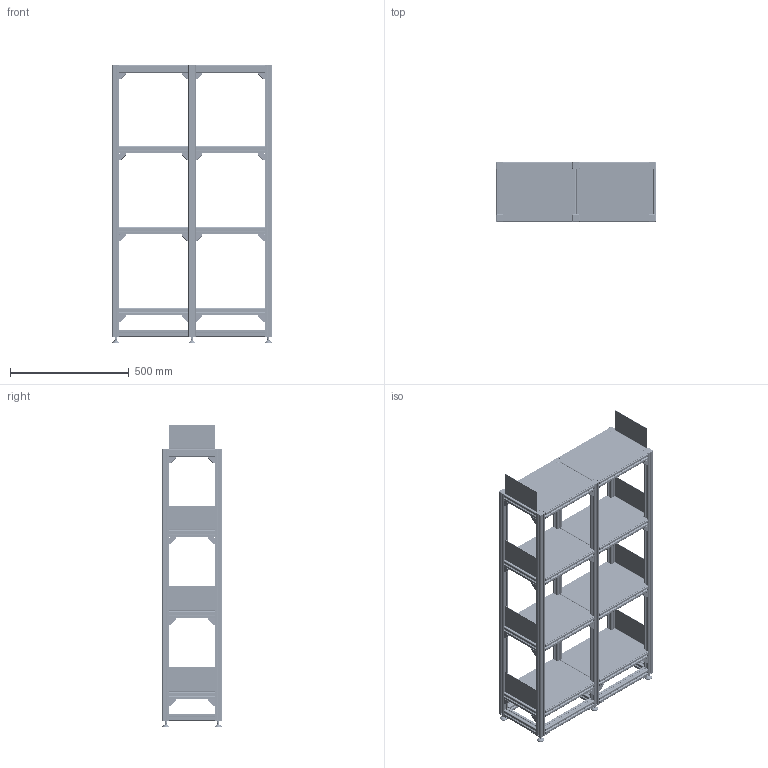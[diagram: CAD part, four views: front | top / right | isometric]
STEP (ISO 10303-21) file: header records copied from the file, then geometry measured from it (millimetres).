
FILE_DESCRIPTION(('STEP AP214'), '1');
FILE_NAME('嚦槶馰', '', ('UNSPECIFIED'), ('UNSPECIFIED'), 'ASCON STEP Converter 1.3', 'ASCON Math Kernel', '');
FILE_SCHEMA(('AUTOMOTIVE_DESIGN { 1 0 10303 214 3 1 1}'));
Length unit declared in the file: millimetre
Products named in the file (17): base00e4100_01; base00e4100_08; base00e4100_09
Assembly tree (125 placements, depth 3):
  (unnamed)
    (unnamed)  x15
    (unnamed)  x49
      (unnamed)
      (unnamed)
      (unnamed)
      (unnamed)
    (unnamed)  x20
    (unnamed)  x2
    (unnamed)  x6
    (unnamed)  x4
    (unnamed)  x6
    (unnamed)  x8
    (unnamed)  x6
      base00e4100_01
      base00e4100_08
      base00e4100_09
Bounding box: 670 x 250 x 1272 mm (x, y, z)
Volume: 7375809.7 mm3; surface area: 7316306.6 mm2
Topology: 373 solids, 373 shells, 23855 faces, 64189 edges, 40914 vertices
Faces by surface type: plane 12009, cylinder 9308, sphere 790, bspline 686, cone 610, torus 452
Full cylindrical faces by diameter (mm): 3.85 x24, 4.134 x98, 4.9 x41, 5 x98, 6 x12, 6.4 x6, 6.5 x20, 6.8 x6, 8.5 x98, 29.5 x6
Entity records: 41837 total; most frequent: CARTESIAN_POINT 8620, DIRECTION 4937, ORIENTED_EDGE 4728, EDGE_CURVE 2364, AXIS2_PLACEMENT_3D 1725, VERTEX_POINT 1557, LINE 1487, VECTOR 1487
